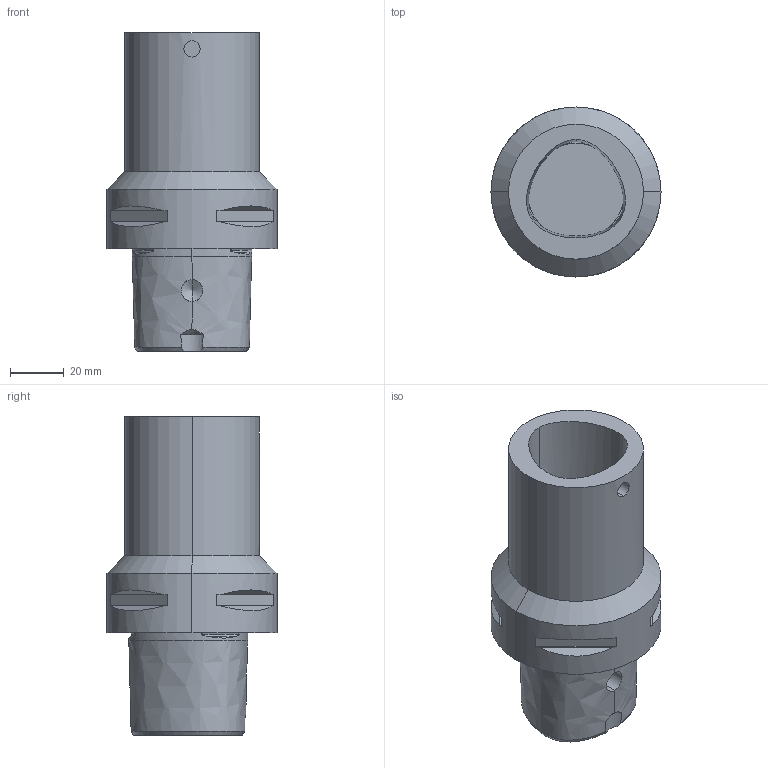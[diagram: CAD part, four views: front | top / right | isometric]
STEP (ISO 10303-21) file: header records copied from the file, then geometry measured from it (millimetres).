
FILE_DESCRIPTION (( 'STEP AP203' ), '1' );
FILE_NAME ('STP-5143-013-142-080-0(143.501.50.080).STEP', '2023-04-25T06:13:50', ( '' ), ( '' ), 'SwSTEP 2.0', 'SolidWorks 2021', '' );
FILE_SCHEMA (( 'CONFIG_CONTROL_DESIGN' ));
Length unit declared in the file: millimetre
Products named in the file (1): STP-5143-013-142-080-0(143.501.50.080)
Bounding box: 63 x 63 x 118 mm (x, y, z)
Volume: 176825.9 mm3; surface area: 32815.7 mm2
Topology: 1 solids, 1 shells, 91 faces, 212 edges, 128 vertices
Faces by surface type: plane 35, cylinder 21, cone 18, torus 9, bspline 8
Entity records: 5381 total; most frequent: CARTESIAN_POINT 3345, ORIENTED_EDGE 416, DIRECTION 392, EDGE_CURVE 208, AXIS2_PLACEMENT_3D 167, VERTEX_POINT 128, EDGE_LOOP 102, ADVANCED_FACE 91
